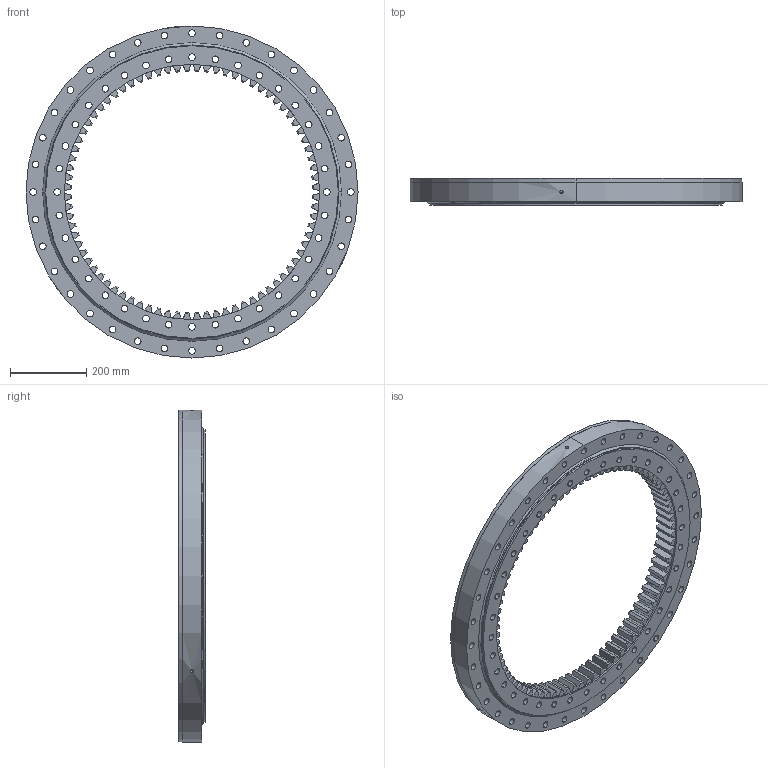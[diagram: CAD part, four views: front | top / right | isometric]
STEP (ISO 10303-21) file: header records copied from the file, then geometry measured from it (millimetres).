
FILE_DESCRIPTION (( 'STEP AP203' ), '1' );
FILE_NAME ('07-0770-00.STEP', '2017-12-27T10:40:51', ( 'defontaine' ), ( 'Hewlett-Packard Company' ), 'SwSTEP 2.0', 'SolidWorks 2016', '' );
FILE_SCHEMA (( 'CONFIG_CONTROL_DESIGN' ));
Length unit declared in the file: millimetre
Products named in the file (1): 07-0770-00
Bounding box: 871 x 70 x 871 mm (x, y, z)
Volume: 13109714.7 mm3; surface area: 1652012.3 mm2
Topology: 5 solids, 5 shells, 711 faces, 2049 edges, 1351 vertices
Faces by surface type: cylinder 331, cone 182, plane 176, torus 22
Entity records: 24496 total; most frequent: CARTESIAN_POINT 5264, ORIENTED_EDGE 4086, DIRECTION 4025, EDGE_CURVE 2043, AXIS2_PLACEMENT_3D 1596, VERTEX_POINT 1351, CIRCLE 884, EDGE_LOOP 872
